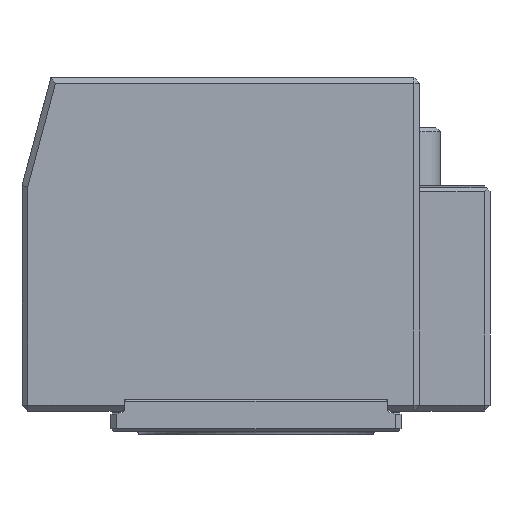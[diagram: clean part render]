
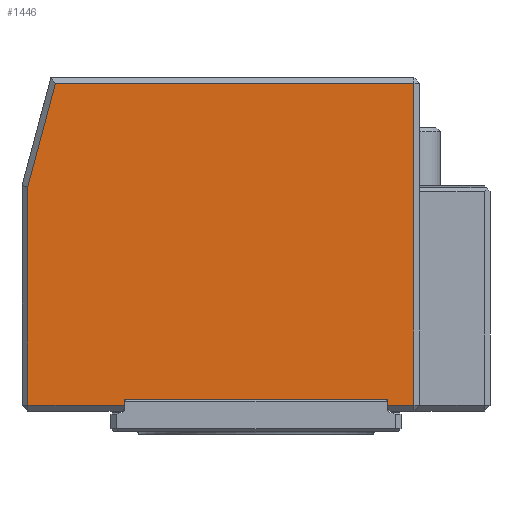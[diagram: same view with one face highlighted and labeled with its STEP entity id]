
A CAD part, front view. The second image highlights one B-rep face of the part: STEP entity #1446.
In plain terms, the highlighted planar face has unit normal (0, -1, 0).
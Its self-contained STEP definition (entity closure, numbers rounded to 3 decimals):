
#350=LINE('',#8256,#879);
#353=LINE('',#8262,#882);
#355=LINE('',#8265,#884);
#356=LINE('',#8267,#885);
#362=LINE('',#8278,#891);
#370=LINE('',#8296,#899);
#373=LINE('',#8304,#902);
#378=LINE('',#8313,#907);
#379=LINE('',#8315,#908);
#879=VECTOR('',#6157,1.);
#882=VECTOR('',#6162,1.);
#884=VECTOR('',#6166,1.);
#885=VECTOR('',#6169,1.);
#891=VECTOR('',#6177,1.);
#899=VECTOR('',#6191,1.);
#902=VECTOR('',#6200,1.);
#907=VECTOR('',#6207,1.);
#908=VECTOR('',#6210,1.);
#1446=ADVANCED_FACE('',(#1919),#1678,.T.);
#1678=PLANE('',#5260);
#1919=FACE_OUTER_BOUND('',#2184,.T.);
#2184=EDGE_LOOP('',(#3128,#3129,#3130,#3131,#3132,#3133,#3134,#3135,#3136,
#3137,#3138));
#3128=ORIENTED_EDGE('',*,*,#4620,.T.);
#3129=ORIENTED_EDGE('',*,*,#4619,.T.);
#3130=ORIENTED_EDGE('',*,*,#4614,.F.);
#3131=ORIENTED_EDGE('',*,*,#4611,.T.);
#3132=ORIENTED_EDGE('',*,*,#4610,.F.);
#3133=ORIENTED_EDGE('',*,*,#4603,.T.);
#3134=ORIENTED_EDGE('',*,*,#4601,.T.);
#3135=ORIENTED_EDGE('',*,*,#4595,.T.);
#3136=ORIENTED_EDGE('',*,*,#4594,.T.);
#3137=ORIENTED_EDGE('',*,*,#4592,.T.);
#3138=ORIENTED_EDGE('',*,*,#4589,.T.);
#3802=VERTEX_POINT('',#7528);
#3819=VERTEX_POINT('',#7584);
#3820=VERTEX_POINT('',#7588);
#4010=VERTEX_POINT('',#8255);
#4011=VERTEX_POINT('',#8257);
#4013=VERTEX_POINT('',#8268);
#4017=VERTEX_POINT('',#8279);
#4018=VERTEX_POINT('',#8283);
#4023=VERTEX_POINT('',#8295);
#4024=VERTEX_POINT('',#8299);
#4026=VERTEX_POINT('',#8305);
#4589=EDGE_CURVE('',#4011,#4010,#350,.T.);
#4592=EDGE_CURVE('',#3802,#4011,#353,.T.);
#4594=EDGE_CURVE('',#3819,#3802,#355,.T.);
#4595=EDGE_CURVE('',#4013,#3819,#356,.T.);
#4601=EDGE_CURVE('',#4017,#4013,#362,.T.);
#4603=EDGE_CURVE('',#4018,#4017,#4952,.T.);
#4610=EDGE_CURVE('',#4018,#4023,#370,.T.);
#4611=EDGE_CURVE('',#4024,#4023,#4953,.T.);
#4614=EDGE_CURVE('',#4024,#4026,#373,.T.);
#4619=EDGE_CURVE('',#3820,#4026,#378,.T.);
#4620=EDGE_CURVE('',#4010,#3820,#379,.T.);
#4952=CIRCLE('',#5252,0.3);
#4953=CIRCLE('',#5255,0.3);
#5252=AXIS2_PLACEMENT_3D('',#8282,#6181,#6182);
#5255=AXIS2_PLACEMENT_3D('',#8298,#6194,#6195);
#5260=AXIS2_PLACEMENT_3D('',#8317,#6213,#6214);
#6157=DIRECTION('',(-0.259,0.,-0.966));
#6162=DIRECTION('',(-1.,0.,0.));
#6166=DIRECTION('',(0.,0.,1.));
#6169=DIRECTION('',(1.,0.,0.));
#6177=DIRECTION('',(0.,0.,-1.));
#6181=DIRECTION('',(0.,1.,0.));
#6182=DIRECTION('',(-1.,0.,0.));
#6191=DIRECTION('',(-1.,0.,0.));
#6194=DIRECTION('',(0.,1.,0.));
#6195=DIRECTION('',(-1.,0.,0.));
#6200=DIRECTION('',(0.,0.,-1.));
#6207=DIRECTION('',(1.,0.,0.));
#6210=DIRECTION('',(0.,0.,-1.));
#6213=DIRECTION('',(0.,-1.,0.));
#6214=DIRECTION('',(0.,0.,1.));
#7528=CARTESIAN_POINT('',(27.,-50.,17.5));
#7584=CARTESIAN_POINT('',(27.,-50.,-37.5));
#7588=CARTESIAN_POINT('',(-39.,-50.,-37.5));
#8255=CARTESIAN_POINT('',(-39.,-50.,-0.132));
#8256=CARTESIAN_POINT('',(-39.034,-50.,-0.259));
#8257=CARTESIAN_POINT('',(-34.276,-50.,17.5));
#8262=CARTESIAN_POINT('',(-40.,-50.,17.5));
#8265=CARTESIAN_POINT('',(27.,-50.,18.5));
#8267=CARTESIAN_POINT('',(-40.,-50.,-37.5));
#8268=CARTESIAN_POINT('',(22.5,-50.,-37.5));
#8278=CARTESIAN_POINT('',(22.5,-50.,-36.5));
#8279=CARTESIAN_POINT('',(22.5,-50.,-36.8));
#8282=CARTESIAN_POINT('',(22.2,-50.,-36.8));
#8283=CARTESIAN_POINT('',(22.2,-50.,-36.5));
#8295=CARTESIAN_POINT('',(-22.2,-50.,-36.5));
#8296=CARTESIAN_POINT('',(27.5,-50.,-36.5));
#8298=CARTESIAN_POINT('',(-22.2,-50.,-36.8));
#8299=CARTESIAN_POINT('',(-22.5,-50.,-36.8));
#8304=CARTESIAN_POINT('',(-22.5,-50.,-36.5));
#8305=CARTESIAN_POINT('',(-22.5,-50.,-37.5));
#8313=CARTESIAN_POINT('',(-40.,-50.,-37.5));
#8315=CARTESIAN_POINT('',(-39.,-50.,18.5));
#8317=CARTESIAN_POINT('',(-40.,-50.,18.5));
